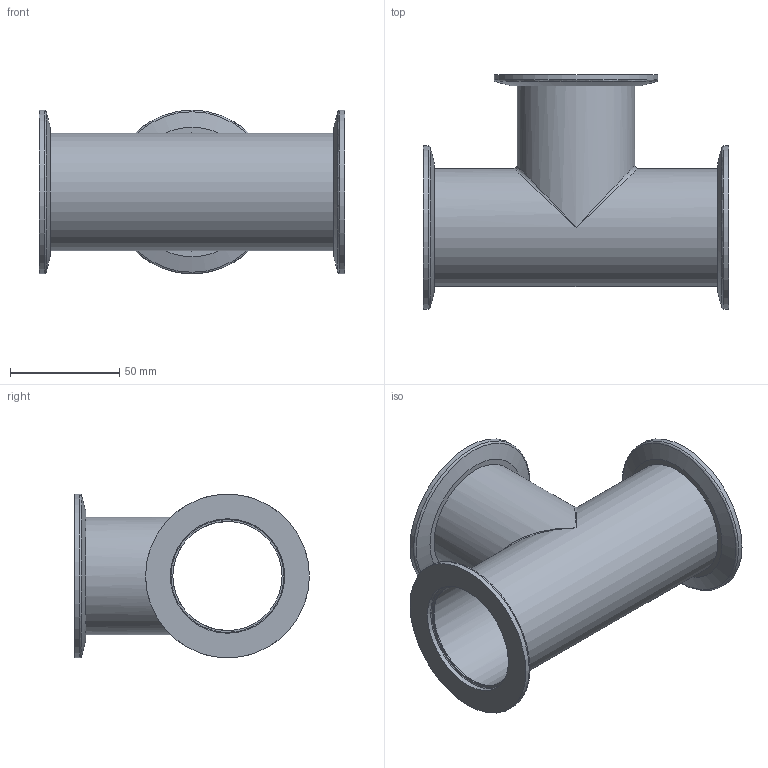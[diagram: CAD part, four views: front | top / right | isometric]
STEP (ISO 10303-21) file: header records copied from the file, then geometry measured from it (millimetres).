
FILE_DESCRIPTION (( 'STEP AP214' ), '1' );
FILE_NAME ('FULLVAC TE1KF50.STEP', '2019-04-05T13:33:50', ( '' ), ( '' ), 'SwSTEP 2.0', 'SolidWorks 2017', '' );
FILE_SCHEMA (( 'AUTOMOTIVE_DESIGN' ));
Length unit declared in the file: millimetre
Products named in the file (3): FULLVAC TE1KF50; 1^FULLVAC TE1KF50; 2^FULLVAC TE1KF50
Assembly tree (4 placements, depth 2):
  FULLVAC TE1KF50
    1^FULLVAC TE1KF50
    2^FULLVAC TE1KF50  x3
Bounding box: 140 x 107.5 x 75 mm (x, y, z)
Volume: 83037.8 mm3; surface area: 75775.6 mm2
Topology: 4 solids, 4 shells, 44 faces, 94 edges, 55 vertices
Faces by surface type: cylinder 16, plane 15, bspline 10, cone 3
Full cylindrical faces by diameter (mm): 50 x5, 52.4 x3, 54 x2, 54.1 x3, 75 x3
Entity records: 3133 total; most frequent: CARTESIAN_POINT 2417, DIRECTION 78, ORIENTED_EDGE 50, EDGE_LOOP 42, AXIS2_PLACEMENT_3D 39, FACE_OUTER_BOUND 32, UNCERTAINTY_MEASURE_WITH_UNIT 29, MECHANICAL_DESIGN_GEOMETRIC_PRESENTATION_REPRESENTATION 26
